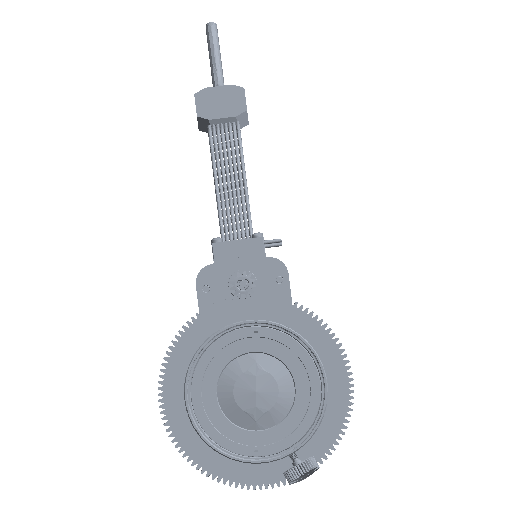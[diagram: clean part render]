
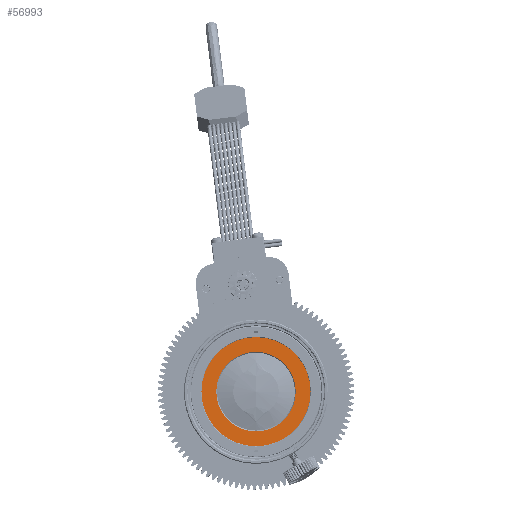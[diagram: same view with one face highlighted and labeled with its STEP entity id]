
A CAD part, left-side view. The second image highlights one B-rep face of the part: STEP entity #56993.
In plain terms, the highlighted planar face has unit normal (-1, 0, 0).
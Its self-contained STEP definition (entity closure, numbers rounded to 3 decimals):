
#56948 = VERTEX_POINT('',#56949);
#56949 = CARTESIAN_POINT('',(-9.353,-10.2,0.));
#56957 = VERTEX_POINT('',#56958);
#56958 = CARTESIAN_POINT('',(-9.353,10.2,0.));
#56964 = EDGE_CURVE('',#56948,#56957,#56965,.T.);
#56965 = CIRCLE('',#56966,10.2);
#56966 = AXIS2_PLACEMENT_3D('',#56967,#56968,#56969);
#56967 = CARTESIAN_POINT('',(-9.353,0.,0.));
#56968 = DIRECTION('',(-1.,0.,0.));
#56969 = DIRECTION('',(0.,-1.,0.));
#56980 = EDGE_CURVE('',#56948,#56957,#56981,.T.);
#56981 = CIRCLE('',#56982,10.2);
#56982 = AXIS2_PLACEMENT_3D('',#56983,#56984,#56985);
#56983 = CARTESIAN_POINT('',(-9.353,0.,0.));
#56984 = DIRECTION('',(1.,0.,0.));
#56985 = DIRECTION('',(0.,-1.,0.));
#56993 = ADVANCED_FACE('',(#56994,#57014),#57018,.F.);
#56994 = FACE_BOUND('',#56995,.F.);
#56995 = EDGE_LOOP('',(#56996,#57007));
#56996 = ORIENTED_EDGE('',*,*,#56997,.F.);
#56997 = EDGE_CURVE('',#56998,#57000,#57002,.T.);
#56998 = VERTEX_POINT('',#56999);
#56999 = CARTESIAN_POINT('',(-9.353,-14.,0.));
#57000 = VERTEX_POINT('',#57001);
#57001 = CARTESIAN_POINT('',(-9.353,14.,0.));
#57002 = CIRCLE('',#57003,14.);
#57003 = AXIS2_PLACEMENT_3D('',#57004,#57005,#57006);
#57004 = CARTESIAN_POINT('',(-9.353,0.,0.));
#57005 = DIRECTION('',(-1.,0.,0.));
#57006 = DIRECTION('',(0.,-1.,0.));
#57007 = ORIENTED_EDGE('',*,*,#57008,.T.);
#57008 = EDGE_CURVE('',#56998,#57000,#57009,.T.);
#57009 = CIRCLE('',#57010,14.);
#57010 = AXIS2_PLACEMENT_3D('',#57011,#57012,#57013);
#57011 = CARTESIAN_POINT('',(-9.353,0.,0.));
#57012 = DIRECTION('',(1.,0.,0.));
#57013 = DIRECTION('',(0.,-1.,0.));
#57014 = FACE_BOUND('',#57015,.F.);
#57015 = EDGE_LOOP('',(#57016,#57017));
#57016 = ORIENTED_EDGE('',*,*,#56980,.F.);
#57017 = ORIENTED_EDGE('',*,*,#56964,.T.);
#57018 = PLANE('',#57019);
#57019 = AXIS2_PLACEMENT_3D('',#57020,#57021,#57022);
#57020 = CARTESIAN_POINT('',(-9.353,0.,0.));
#57021 = DIRECTION('',(1.,0.,0.));
#57022 = DIRECTION('',(0.,-1.,0.));
